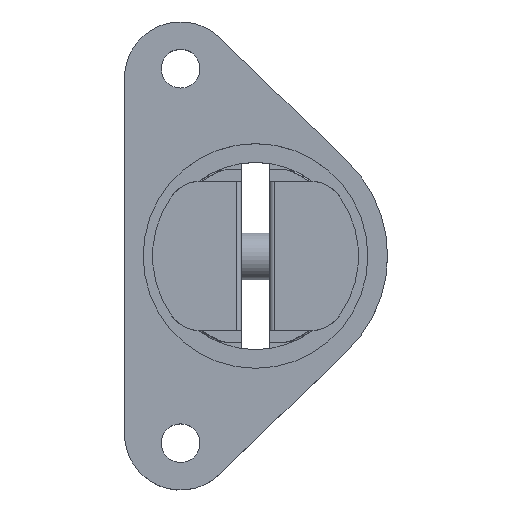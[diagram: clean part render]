
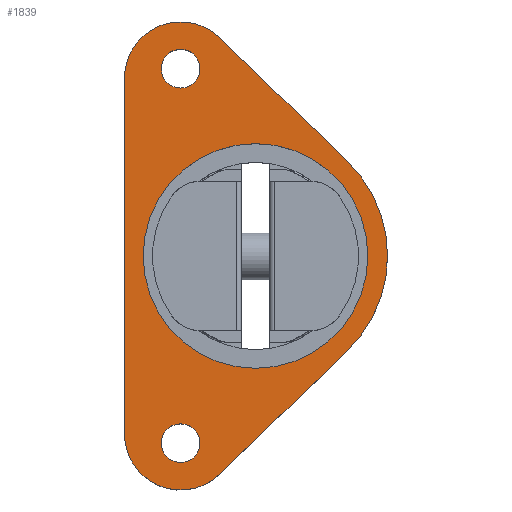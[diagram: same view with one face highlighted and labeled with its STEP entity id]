
A CAD part, top view. The second image highlights one B-rep face of the part: STEP entity #1839.
In plain terms, the highlighted planar face has unit normal (0, 0, 1).
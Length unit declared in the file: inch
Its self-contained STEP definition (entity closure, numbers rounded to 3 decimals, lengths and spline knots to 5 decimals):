
#71 = EDGE_CURVE ( 'NONE', #351, #2636, #3243, .T. ) ;
#186 = CIRCLE ( 'NONE', #3814, 0.55512 ) ;
#230 = DIRECTION ( 'NONE',  ( 0.719, 0.695, 0. ) ) ;
#308 = DIRECTION ( 'NONE',  ( 1., 0., 0. ) ) ;
#351 = VERTEX_POINT ( 'NONE', #1798 ) ;
#358 = CARTESIAN_POINT ( 'NONE',  ( 0., 0., 0.74016 ) ) ;
#418 = FACE_OUTER_BOUND ( 'NONE', #2179, .T. ) ;
#459 = FACE_BOUND ( 'NONE', #1357, .T. ) ;
#547 = CARTESIAN_POINT ( 'NONE',  ( -0.31496, -0.74803, 0.74016 ) ) ;
#565 = CIRCLE ( 'NONE', #1074, 0.23622 ) ;
#614 = ORIENTED_EDGE ( 'NONE', *, *, #71, .F. ) ;
#619 = DIRECTION ( 'NONE',  ( 0., 0., -1. ) ) ;
#680 = DIRECTION ( 'NONE',  ( 0., 0., -1. ) ) ;
#763 = CARTESIAN_POINT ( 'NONE',  ( -0.31496, -0.74803, 0.74016 ) ) ;
#776 = AXIS2_PLACEMENT_3D ( 'NONE', #3735, #3472, #308 ) ;
#792 = DIRECTION ( 'NONE',  ( 0., 0., -1. ) ) ;
#837 = VERTEX_POINT ( 'NONE', #1983 ) ;
#873 = DIRECTION ( 'NONE',  ( 1., 0., 0. ) ) ;
#884 = EDGE_CURVE ( 'NONE', #2413, #837, #565, .T. ) ;
#890 = EDGE_CURVE ( 'NONE', #1790, #1790, #3672, .T. ) ;
#920 = AXIS2_PLACEMENT_3D ( 'NONE', #2282, #3608, #4281 ) ;
#1003 = ORIENTED_EDGE ( 'NONE', *, *, #3951, .F. ) ;
#1074 = AXIS2_PLACEMENT_3D ( 'NONE', #547, #680, #2752 ) ;
#1081 = ORIENTED_EDGE ( 'NONE', *, *, #3034, .T. ) ;
#1086 = LINE ( 'NONE', #1840, #2832 ) ;
#1107 = CARTESIAN_POINT ( 'NONE',  ( 0.47244, 0., 0.74016 ) ) ;
#1342 = VERTEX_POINT ( 'NONE', #4121 ) ;
#1357 = EDGE_LOOP ( 'NONE', ( #1484 ) ) ;
#1372 = DIRECTION ( 'NONE',  ( 0., 0., -1. ) ) ;
#1441 = AXIS2_PLACEMENT_3D ( 'NONE', #3113, #1372, #1743 ) ;
#1445 = EDGE_CURVE ( 'NONE', #1849, #2636, #4355, .T. ) ;
#1484 = ORIENTED_EDGE ( 'NONE', *, *, #2550, .F. ) ;
#1576 = CIRCLE ( 'NONE', #776, 0.47244 ) ;
#1743 = DIRECTION ( 'NONE',  ( 1., 0., 0. ) ) ;
#1790 = VERTEX_POINT ( 'NONE', #3075 ) ;
#1798 = CARTESIAN_POINT ( 'NONE',  ( -0.55118, 0.74803, 0.74016 ) ) ;
#1817 = EDGE_CURVE ( 'NONE', #351, #837, #1086, .T. ) ;
#1839 = ADVANCED_FACE ( 'NONE', ( #418, #2573, #4206, #459 ), #2232, .F. ) ;
#1840 = CARTESIAN_POINT ( 'NONE',  ( -0.55118, -0.74803, 0.74016 ) ) ;
#1849 = VERTEX_POINT ( 'NONE', #3863 ) ;
#1914 = DIRECTION ( 'NONE',  ( -0.719, 0.695, 0. ) ) ;
#1934 = LINE ( 'NONE', #1958, #2221 ) ;
#1958 = CARTESIAN_POINT ( 'NONE',  ( 0.38583, -0.39911, 0.74016 ) ) ;
#1983 = CARTESIAN_POINT ( 'NONE',  ( -0.55118, -0.74803, 0.74016 ) ) ;
#2179 = EDGE_LOOP ( 'NONE', ( #1081, #1003, #3104, #614, #2755, #3857 ) ) ;
#2221 = VECTOR ( 'NONE', #230, 39.37008 ) ;
#2232 = PLANE ( 'NONE',  #2836 ) ;
#2259 = CARTESIAN_POINT ( 'NONE',  ( -0.15078, 0.91787, 0.74016 ) ) ;
#2282 = CARTESIAN_POINT ( 'NONE',  ( -0.31496, 0.74803, 0.74016 ) ) ;
#2413 = VERTEX_POINT ( 'NONE', #2985 ) ;
#2530 = EDGE_LOOP ( 'NONE', ( #3746 ) ) ;
#2550 = EDGE_CURVE ( 'NONE', #2834, #2834, #1576, .T. ) ;
#2573 = FACE_BOUND ( 'NONE', #2530, .T. ) ;
#2636 = VERTEX_POINT ( 'NONE', #2797 ) ;
#2666 = AXIS2_PLACEMENT_3D ( 'NONE', #3682, #619, #873 ) ;
#2685 = ORIENTED_EDGE ( 'NONE', *, *, #4319, .T. ) ;
#2752 = DIRECTION ( 'NONE',  ( 1., 0., 0. ) ) ;
#2755 = ORIENTED_EDGE ( 'NONE', *, *, #1817, .T. ) ;
#2773 = DIRECTION ( 'NONE',  ( 1., 0., 0. ) ) ;
#2797 = CARTESIAN_POINT ( 'NONE',  ( -0.15078, 0.91787, 0.74016 ) ) ;
#2808 = VECTOR ( 'NONE', #1914, 39.37008 ) ;
#2832 = VECTOR ( 'NONE', #3886, 39.37008 ) ;
#2834 = VERTEX_POINT ( 'NONE', #1107 ) ;
#2836 = AXIS2_PLACEMENT_3D ( 'NONE', #763, #792, #3924 ) ;
#2985 = CARTESIAN_POINT ( 'NONE',  ( -0.15078, -0.91787, 0.74016 ) ) ;
#3034 = EDGE_CURVE ( 'NONE', #2413, #3137, #1934, .T. ) ;
#3075 = CARTESIAN_POINT ( 'NONE',  ( -0.23358, -0.7874, 0.74016 ) ) ;
#3104 = ORIENTED_EDGE ( 'NONE', *, *, #1445, .T. ) ;
#3113 = CARTESIAN_POINT ( 'NONE',  ( -0.31496, -0.7874, 0.74016 ) ) ;
#3123 = CARTESIAN_POINT ( 'NONE',  ( 0.38583, -0.39911, 0.74016 ) ) ;
#3137 = VERTEX_POINT ( 'NONE', #3123 ) ;
#3243 = CIRCLE ( 'NONE', #920, 0.23622 ) ;
#3472 = DIRECTION ( 'NONE',  ( 0., 0., 1. ) ) ;
#3542 = DIRECTION ( 'NONE',  ( 0., 0., -1. ) ) ;
#3607 = CIRCLE ( 'NONE', #2666, 0.08138 ) ;
#3608 = DIRECTION ( 'NONE',  ( 0., 0., -1. ) ) ;
#3672 = CIRCLE ( 'NONE', #1441, 0.08138 ) ;
#3682 = CARTESIAN_POINT ( 'NONE',  ( -0.31496, 0.7874, 0.74016 ) ) ;
#3735 = CARTESIAN_POINT ( 'NONE',  ( 0., 0., 0.74016 ) ) ;
#3746 = ORIENTED_EDGE ( 'NONE', *, *, #890, .T. ) ;
#3810 = EDGE_LOOP ( 'NONE', ( #2685 ) ) ;
#3814 = AXIS2_PLACEMENT_3D ( 'NONE', #358, #3542, #2773 ) ;
#3857 = ORIENTED_EDGE ( 'NONE', *, *, #884, .F. ) ;
#3863 = CARTESIAN_POINT ( 'NONE',  ( 0.38583, 0.39911, 0.74016 ) ) ;
#3886 = DIRECTION ( 'NONE',  ( 0., -1., 0. ) ) ;
#3924 = DIRECTION ( 'NONE',  ( 1., 0., 0. ) ) ;
#3951 = EDGE_CURVE ( 'NONE', #1849, #3137, #186, .T. ) ;
#4121 = CARTESIAN_POINT ( 'NONE',  ( -0.23358, 0.7874, 0.74016 ) ) ;
#4206 = FACE_BOUND ( 'NONE', #3810, .T. ) ;
#4281 = DIRECTION ( 'NONE',  ( 1., 0., 0. ) ) ;
#4319 = EDGE_CURVE ( 'NONE', #1342, #1342, #3607, .T. ) ;
#4355 = LINE ( 'NONE', #2259, #2808 ) ;
